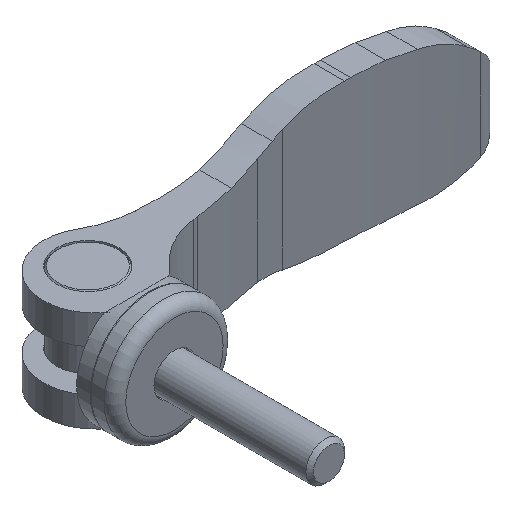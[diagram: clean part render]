
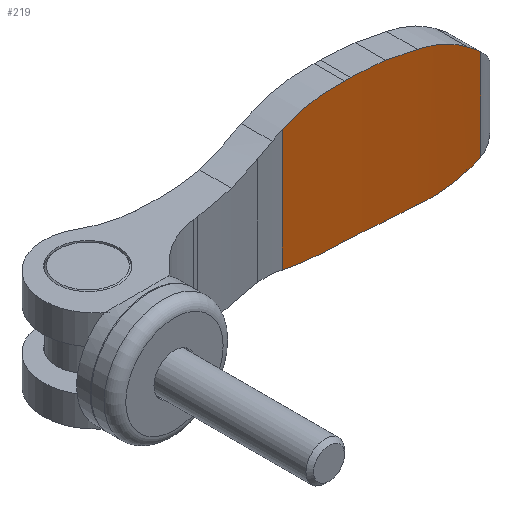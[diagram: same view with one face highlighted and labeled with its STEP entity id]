
A CAD part, isometric view. The second image highlights one B-rep face of the part: STEP entity #219.
In plain terms, the highlighted cylindrical face has radius 60 mm (diameter 120 mm), a partial arc.
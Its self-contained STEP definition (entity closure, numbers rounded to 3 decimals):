
#219 = ADVANCED_FACE( '', ( #445 ), #446, .F. );
#445 = FACE_OUTER_BOUND( '', #742, .T. );
#446 = CYLINDRICAL_SURFACE( '', #743, 60. );
#742 = EDGE_LOOP( '', ( #1053, #1054, #1055, #1056, #1057, #1058, #1059, #1060, #1061, #1062, #1063, #1064, #1065, #1066 ) );
#743 = AXIS2_PLACEMENT_3D( '', #1067, #1068, #1069 );
#1053 = ORIENTED_EDGE( '', *, *, #1744, .F. );
#1054 = ORIENTED_EDGE( '', *, *, #1745, .F. );
#1055 = ORIENTED_EDGE( '', *, *, #1746, .F. );
#1056 = ORIENTED_EDGE( '', *, *, #1719, .F. );
#1057 = ORIENTED_EDGE( '', *, *, #1747, .F. );
#1058 = ORIENTED_EDGE( '', *, *, #1748, .F. );
#1059 = ORIENTED_EDGE( '', *, *, #1749, .F. );
#1060 = ORIENTED_EDGE( '', *, *, #1750, .F. );
#1061 = ORIENTED_EDGE( '', *, *, #1751, .F. );
#1062 = ORIENTED_EDGE( '', *, *, #1752, .F. );
#1063 = ORIENTED_EDGE( '', *, *, #1753, .T. );
#1064 = ORIENTED_EDGE( '', *, *, #1754, .F. );
#1065 = ORIENTED_EDGE( '', *, *, #1755, .F. );
#1066 = ORIENTED_EDGE( '', *, *, #1756, .T. );
#1067 = CARTESIAN_POINT( '', ( 32.833, -58.306, 9. ) );
#1068 = DIRECTION( '', ( 0., 0., 1. ) );
#1069 = DIRECTION( '', ( -1., 0., 0. ) );
#1719 = EDGE_CURVE( '', #1990, #1992, #1993, .T. );
#1744 = EDGE_CURVE( '', #2034, #2035, #2036, .T. );
#1745 = EDGE_CURVE( '', #2037, #2034, #2038, .T. );
#1746 = EDGE_CURVE( '', #1992, #2037, #2039, .T. );
#1747 = EDGE_CURVE( '', #2040, #1990, #2041, .T. );
#1748 = EDGE_CURVE( '', #2042, #2040, #2043, .T. );
#1749 = EDGE_CURVE( '', #2044, #2042, #2045, .T. );
#1750 = EDGE_CURVE( '', #2046, #2044, #2047, .T. );
#1751 = EDGE_CURVE( '', #2048, #2046, #2049, .T. );
#1752 = EDGE_CURVE( '', #2050, #2048, #2051, .T. );
#1753 = EDGE_CURVE( '', #2050, #2052, #2053, .T. );
#1754 = EDGE_CURVE( '', #2054, #2052, #2055, .T. );
#1755 = EDGE_CURVE( '', #2056, #2054, #2057, .T. );
#1756 = EDGE_CURVE( '', #2056, #2035, #2058, .T. );
#1990 = VERTEX_POINT( '', #2392 );
#1992 = VERTEX_POINT( '', #2395 );
#1993 = B_SPLINE_CURVE_WITH_KNOTS( '', 3, ( #2396, #2397, #2398, #2399 ), .UNSPECIFIED., .F., .F., ( 4, 4 ), ( 0., 0.004 ), .UNSPECIFIED. );
#2034 = VERTEX_POINT( '', #2497 );
#2035 = VERTEX_POINT( '', #2498 );
#2036 = B_SPLINE_CURVE_WITH_KNOTS( '', 3, ( #2499, #2500, #2501, #2502, #2503, #2504 ), .UNSPECIFIED., .F., .F., ( 4, 2, 4 ), ( 0., 0.004, 0.008 ), .UNSPECIFIED. );
#2037 = VERTEX_POINT( '', #2505 );
#2038 = B_SPLINE_CURVE_WITH_KNOTS( '', 3, ( #2506, #2507, #2508, #2509 ), .UNSPECIFIED., .F., .F., ( 4, 4 ), ( 0., 0.001 ), .UNSPECIFIED. );
#2039 = CIRCLE( '', #2510, 60. );
#2040 = VERTEX_POINT( '', #2511 );
#2041 = B_SPLINE_CURVE_WITH_KNOTS( '', 3, ( #2512, #2513, #2514, #2515, #2516, #2517, #2518, #2519 ), .UNSPECIFIED., .F., .F., ( 4, 2, 2, 4 ), ( 0., 0.003, 0.004, 0.006 ), .UNSPECIFIED. );
#2042 = VERTEX_POINT( '', #2520 );
#2043 = B_SPLINE_CURVE_WITH_KNOTS( '', 3, ( #2521, #2522, #2523, #2524 ), .UNSPECIFIED., .F., .F., ( 4, 4 ), ( 0., 0.002 ), .UNSPECIFIED. );
#2044 = VERTEX_POINT( '', #2525 );
#2045 = LINE( '', #2526, #2527 );
#2046 = VERTEX_POINT( '', #2528 );
#2047 = B_SPLINE_CURVE_WITH_KNOTS( '', 3, ( #2529, #2530, #2531, #2532 ), .UNSPECIFIED., .F., .F., ( 4, 4 ), ( 0., 0.002 ), .UNSPECIFIED. );
#2048 = VERTEX_POINT( '', #2533 );
#2049 = B_SPLINE_CURVE_WITH_KNOTS( '', 3, ( #2534, #2535, #2536, #2537, #2538, #2539, #2540, #2541 ), .UNSPECIFIED., .F., .F., ( 4, 2, 2, 4 ), ( 0., 0.003, 0.004, 0.006 ), .UNSPECIFIED. );
#2050 = VERTEX_POINT( '', #2542 );
#2051 = B_SPLINE_CURVE_WITH_KNOTS( '', 3, ( #2543, #2544, #2545, #2546 ), .UNSPECIFIED., .F., .F., ( 4, 4 ), ( 0., 0.004 ), .UNSPECIFIED. );
#2052 = VERTEX_POINT( '', #2547 );
#2053 = CIRCLE( '', #2548, 60. );
#2054 = VERTEX_POINT( '', #2549 );
#2055 = B_SPLINE_CURVE_WITH_KNOTS( '', 3, ( #2550, #2551, #2552, #2553 ), .UNSPECIFIED., .F., .F., ( 4, 4 ), ( 0., 0.001 ), .UNSPECIFIED. );
#2056 = VERTEX_POINT( '', #2554 );
#2057 = B_SPLINE_CURVE_WITH_KNOTS( '', 3, ( #2555, #2556, #2557, #2558, #2559, #2560 ), .UNSPECIFIED., .F., .F., ( 4, 2, 4 ), ( 0., 0.004, 0.008 ), .UNSPECIFIED. );
#2058 = LINE( '', #2561, #2562 );
#2392 = CARTESIAN_POINT( '', ( 43.4, 0.756, -8.7 ) );
#2395 = CARTESIAN_POINT( '', ( 39.8, 1.288, -9. ) );
#2396 = CARTESIAN_POINT( '', ( 43.4, 0.756, -8.7 ) );
#2397 = CARTESIAN_POINT( '', ( 42.21, 0.969, -8.855 ) );
#2398 = CARTESIAN_POINT( '', ( 41.01, 1.147, -8.955 ) );
#2399 = CARTESIAN_POINT( '', ( 39.8, 1.288, -9. ) );
#2497 = CARTESIAN_POINT( '', ( 34.83, 1.661, -8.973 ) );
#2498 = CARTESIAN_POINT( '', ( 26.5, 1.359, -7.888 ) );
#2499 = CARTESIAN_POINT( '', ( 34.83, 1.661, -8.973 ) );
#2500 = CARTESIAN_POINT( '', ( 33.41, 1.708, -9.011 ) );
#2501 = CARTESIAN_POINT( '', ( 32.006, 1.704, -8.937 ) );
#2502 = CARTESIAN_POINT( '', ( 29.229, 1.602, -8.575 ) );
#2503 = CARTESIAN_POINT( '', ( 27.857, 1.503, -8.287 ) );
#2504 = CARTESIAN_POINT( '', ( 26.5, 1.359, -7.888 ) );
#2505 = CARTESIAN_POINT( '', ( 35.601, 1.63, -9. ) );
#2506 = CARTESIAN_POINT( '', ( 35.601, 1.63, -9. ) );
#2507 = CARTESIAN_POINT( '', ( 35.344, 1.642, -8.992 ) );
#2508 = CARTESIAN_POINT( '', ( 35.087, 1.652, -8.983 ) );
#2509 = CARTESIAN_POINT( '', ( 34.83, 1.661, -8.973 ) );
#2510 = AXIS2_PLACEMENT_3D( '', #3441, #3442, #3443 );
#2511 = CARTESIAN_POINT( '', ( 48.7, -0.442, -6.9 ) );
#2512 = CARTESIAN_POINT( '', ( 48.7, -0.442, -6.9 ) );
#2513 = CARTESIAN_POINT( '', ( 47.922, -0.229, -7.445 ) );
#2514 = CARTESIAN_POINT( '', ( 47.087, -0.016, -7.868 ) );
#2515 = CARTESIAN_POINT( '', ( 45.747, 0.29, -8.326 ) );
#2516 = CARTESIAN_POINT( '', ( 45.284, 0.39, -8.448 ) );
#2517 = CARTESIAN_POINT( '', ( 44.351, 0.58, -8.624 ) );
#2518 = CARTESIAN_POINT( '', ( 43.879, 0.671, -8.679 ) );
#2519 = CARTESIAN_POINT( '', ( 43.4, 0.756, -8.7 ) );
#2520 = CARTESIAN_POINT( '', ( 50., -0.814, -5.904 ) );
#2521 = CARTESIAN_POINT( '', ( 50., -0.814, -5.904 ) );
#2522 = CARTESIAN_POINT( '', ( 49.602, -0.695, -6.284 ) );
#2523 = CARTESIAN_POINT( '', ( 49.169, -0.571, -6.616 ) );
#2524 = CARTESIAN_POINT( '', ( 48.7, -0.442, -6.9 ) );
#2525 = CARTESIAN_POINT( '', ( 50., -0.814, 5.904 ) );
#2526 = CARTESIAN_POINT( '', ( 50., -0.814, 9. ) );
#2527 = VECTOR( '', #3444, 1000. );
#2528 = CARTESIAN_POINT( '', ( 48.7, -0.442, 6.9 ) );
#2529 = CARTESIAN_POINT( '', ( 48.7, -0.442, 6.9 ) );
#2530 = CARTESIAN_POINT( '', ( 49.169, -0.571, 6.616 ) );
#2531 = CARTESIAN_POINT( '', ( 49.602, -0.695, 6.284 ) );
#2532 = CARTESIAN_POINT( '', ( 50., -0.814, 5.904 ) );
#2533 = CARTESIAN_POINT( '', ( 43.4, 0.756, 8.7 ) );
#2534 = CARTESIAN_POINT( '', ( 43.4, 0.756, 8.7 ) );
#2535 = CARTESIAN_POINT( '', ( 44.358, 0.585, 8.658 ) );
#2536 = CARTESIAN_POINT( '', ( 45.282, 0.395, 8.482 ) );
#2537 = CARTESIAN_POINT( '', ( 46.623, 0.09, 8.028 ) );
#2538 = CARTESIAN_POINT( '', ( 47.063, -0.016, 7.842 ) );
#2539 = CARTESIAN_POINT( '', ( 47.906, -0.228, 7.415 ) );
#2540 = CARTESIAN_POINT( '', ( 48.311, -0.335, 7.172 ) );
#2541 = CARTESIAN_POINT( '', ( 48.7, -0.442, 6.9 ) );
#2542 = CARTESIAN_POINT( '', ( 39.8, 1.288, 9. ) );
#2543 = CARTESIAN_POINT( '', ( 39.8, 1.288, 9. ) );
#2544 = CARTESIAN_POINT( '', ( 41.01, 1.147, 8.955 ) );
#2545 = CARTESIAN_POINT( '', ( 42.21, 0.969, 8.855 ) );
#2546 = CARTESIAN_POINT( '', ( 43.4, 0.756, 8.7 ) );
#2547 = CARTESIAN_POINT( '', ( 35.601, 1.63, 9. ) );
#2548 = AXIS2_PLACEMENT_3D( '', #3445, #3446, #3447 );
#2549 = CARTESIAN_POINT( '', ( 34.83, 1.661, 8.973 ) );
#2550 = CARTESIAN_POINT( '', ( 34.83, 1.661, 8.973 ) );
#2551 = CARTESIAN_POINT( '', ( 35.087, 1.652, 8.983 ) );
#2552 = CARTESIAN_POINT( '', ( 35.344, 1.642, 8.992 ) );
#2553 = CARTESIAN_POINT( '', ( 35.601, 1.63, 9. ) );
#2554 = CARTESIAN_POINT( '', ( 26.5, 1.359, 7.888 ) );
#2555 = CARTESIAN_POINT( '', ( 26.5, 1.359, 7.888 ) );
#2556 = CARTESIAN_POINT( '', ( 27.857, 1.503, 8.287 ) );
#2557 = CARTESIAN_POINT( '', ( 29.229, 1.602, 8.575 ) );
#2558 = CARTESIAN_POINT( '', ( 32.006, 1.704, 8.937 ) );
#2559 = CARTESIAN_POINT( '', ( 33.41, 1.708, 9.011 ) );
#2560 = CARTESIAN_POINT( '', ( 34.83, 1.661, 8.973 ) );
#2561 = CARTESIAN_POINT( '', ( 26.5, 1.359, 9. ) );
#2562 = VECTOR( '', #3448, 1000. );
#3441 = CARTESIAN_POINT( '', ( 32.833, -58.306, -9. ) );
#3442 = DIRECTION( '', ( 0., 0., 1. ) );
#3443 = DIRECTION( '', ( 1., 0., 0. ) );
#3444 = DIRECTION( '', ( 0., 0., -1. ) );
#3445 = CARTESIAN_POINT( '', ( 32.833, -58.306, 9. ) );
#3446 = DIRECTION( '', ( 0., 0., 1. ) );
#3447 = DIRECTION( '', ( 1., 0., 0. ) );
#3448 = DIRECTION( '', ( 0., 0., -1. ) );
